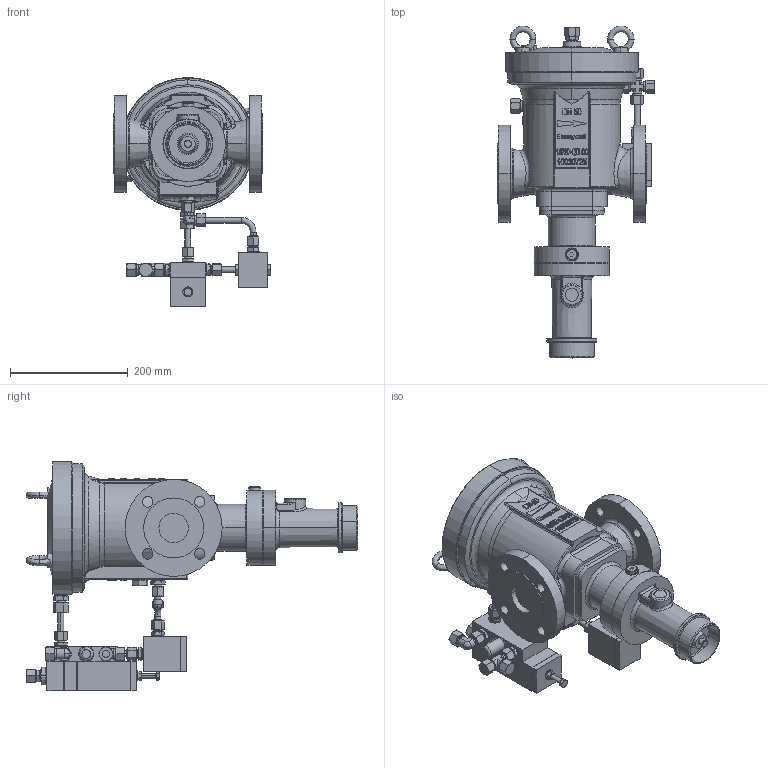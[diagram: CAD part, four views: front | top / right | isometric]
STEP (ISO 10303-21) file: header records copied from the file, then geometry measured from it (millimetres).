
FILE_DESCRIPTION (( 'STEP AP214' ), '1' );
FILE_NAME ('RMG402_50_720_K6_670_F_630-1_SO_RL-PN16-40.STEP', '2020-04-03T09:51:32', ( '' ), ( '' ), 'SwSTEP 2.0', 'SolidWorks 2017', '' );
FILE_SCHEMA (( 'AUTOMOTIVE_DESIGN' ));
Length unit declared in the file: millimetre
Products named in the file (1): RMG402_50_720_K6_670_F_630-1_SO_RL-PN16-40
Bounding box: 268 x 564.38 x 389.55 mm (x, y, z)
Volume: 10373628 mm3; surface area: 581414.2 mm2
Topology: 1 solids, 1 shells, 1759 faces, 4269 edges, 2641 vertices
Faces by surface type: plane 692, cone 395, bspline 336, cylinder 254, torus 72, sphere 10
Entity records: 88240 total; most frequent: CARTESIAN_POINT 30805, ORIENTED_EDGE 8510, DIRECTION 6801, EDGE_CURVE 4255, VERTEX_POINT 2641, AXIS2_PLACEMENT_3D 2521, EDGE_LOOP 1926, UNCERTAINTY_MEASURE_WITH_UNIT 1762
